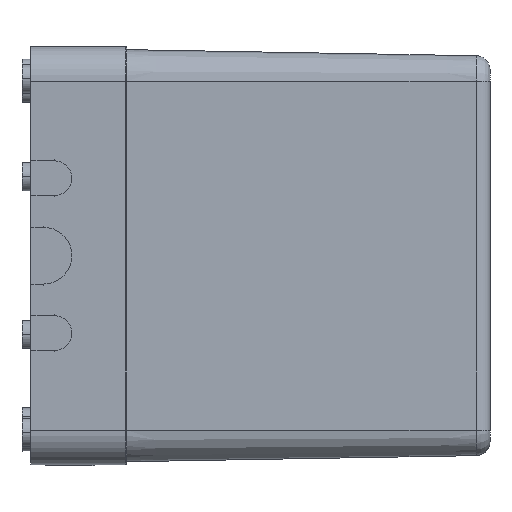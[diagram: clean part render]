
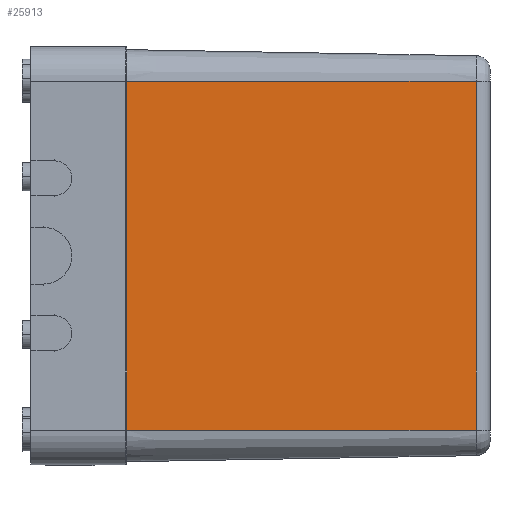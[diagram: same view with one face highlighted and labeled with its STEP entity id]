
A CAD part, front view. The second image highlights one B-rep face of the part: STEP entity #25913.
In plain terms, the highlighted planar face has unit normal (0.018, -1, 0).
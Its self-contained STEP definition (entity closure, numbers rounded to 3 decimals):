
#25464=CARTESIAN_POINT('Vertex',(28.5,-122.,-55.25)) ;
#25467=CARTESIAN_POINT('Line Origine',(28.5,-122.,0.)) ;
#25471=CARTESIAN_POINT('Vertex',(28.5,-122.,55.25)) ;
#25577=CARTESIAN_POINT('Vertex',(139.079,-120.07,-55.25)) ;
#25746=CARTESIAN_POINT('Vertex',(139.079,-120.07,55.25)) ;
#25766=CARTESIAN_POINT('Line Origine',(139.079,-120.07,0.)) ;
#25783=CARTESIAN_POINT('Line Origine',(86.,-120.996,-55.25)) ;
#25890=CARTESIAN_POINT('Line Origine',(86.,-120.996,55.25)) ;
#25902=CARTESIAN_POINT('Axis2P3D Location',(28.5,-122.,0.)) ;
#25468=DIRECTION('Vector Direction',(0.,0.,1.)) ;
#25767=DIRECTION('Vector Direction',(0.,0.,-1.)) ;
#25784=DIRECTION('Vector Direction',(-1.,-0.017,0.)) ;
#25891=DIRECTION('Vector Direction',(-1.,-0.017,0.)) ;
#25903=DIRECTION('Axis2P3D Direction',(0.017,-1.,0.)) ;
#25904=DIRECTION('Axis2P3D XDirection',(0.,0.,1.)) ;
#25905=AXIS2_PLACEMENT_3D('Plane Axis2P3D',#25902,#25903,#25904) ;
#25908=ORIENTED_EDGE('',*,*,#25894,.F.) ;
#25909=ORIENTED_EDGE('',*,*,#25473,.F.) ;
#25910=ORIENTED_EDGE('',*,*,#25787,.T.) ;
#25911=ORIENTED_EDGE('',*,*,#25770,.F.) ;
#25469=VECTOR('Line Direction',#25468,1.) ;
#25768=VECTOR('Line Direction',#25767,1.) ;
#25785=VECTOR('Line Direction',#25784,1.) ;
#25892=VECTOR('Line Direction',#25891,1.) ;
#25913=ADVANCED_FACE('Body.3',(#25912),#25906,.T.) ;
#25473=EDGE_CURVE('',#25465,#25472,#25470,.T.) ;
#25770=EDGE_CURVE('',#25747,#25578,#25769,.T.) ;
#25787=EDGE_CURVE('',#25465,#25578,#25786,.F.) ;
#25894=EDGE_CURVE('',#25472,#25747,#25893,.F.) ;
#25907=EDGE_LOOP('',(#25908,#25909,#25910,#25911)) ;
#25912=FACE_OUTER_BOUND('',#25907,.T.) ;
#25470=LINE('Line',#25467,#25469) ;
#25769=LINE('Line',#25766,#25768) ;
#25786=LINE('Line',#25783,#25785) ;
#25893=LINE('Line',#25890,#25892) ;
#25906=PLANE('',#25905) ;
#25465=VERTEX_POINT('',#25464) ;
#25472=VERTEX_POINT('',#25471) ;
#25578=VERTEX_POINT('',#25577) ;
#25747=VERTEX_POINT('',#25746) ;
